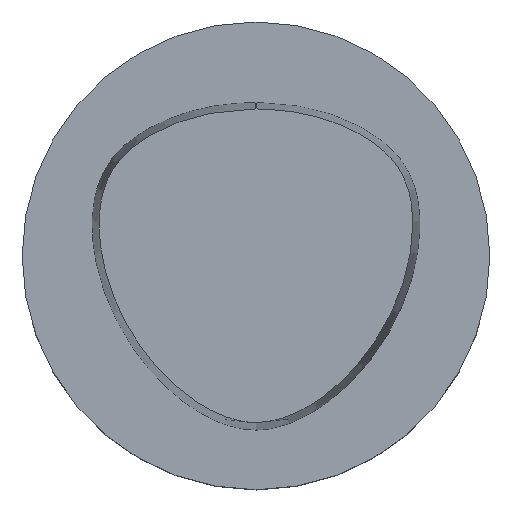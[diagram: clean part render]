
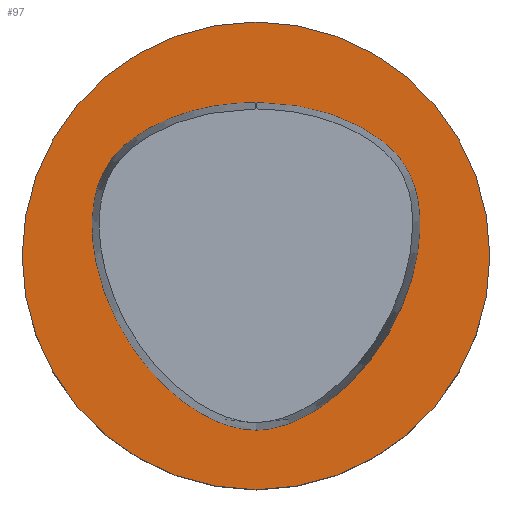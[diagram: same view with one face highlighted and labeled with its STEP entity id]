
A CAD part, top view. The second image highlights one B-rep face of the part: STEP entity #97.
In plain terms, the highlighted planar face has unit normal (0, 0, 1).
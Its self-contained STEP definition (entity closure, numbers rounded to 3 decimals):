
#85=EDGE_CURVE('Unnamed[1]',#211,#212,#213,.T.);
#97=ADVANCED_FACE('Unnamed[1]',(#231,#232),#233,.T.);
#99=EDGE_CURVE('Unnamed[1]',#235,#211,#236,.T.);
#150=EDGE_CURVE('Unnamed[1]',#212,#235,#308,.T.);
#152=EDGE_CURVE('Unnamed[1]',#310,#310,#311,.T.);
#211=VERTEX_POINT('',#389);
#212=VERTEX_POINT('',#390);
#213=B_SPLINE_CURVE_WITH_KNOTS('',3,(#391,#392,#393,#394,#395,#396,#397,#398,#399,#400,#401,#402,#403,#404,#405,#406,#407),.UNSPECIFIED.,.F.,.F.,(4,1,1,1,1,1,1,1,1,1,1,1,1,1,4),(-13.23,-12.817,-12.403,-11.99,-11.576,-11.163,-10.956,-10.75,-10.336,-9.923,-9.096,-8.269,-7.442,-7.029,-6.615),.UNSPECIFIED.);
#231=FACE_BOUND('',#429,.T.);
#232=FACE_OUTER_BOUND('',#430,.T.);
#233=PLANE('',#431);
#235=VERTEX_POINT('',#434);
#236=CIRCLE('',#435,0.95);
#308=B_SPLINE_CURVE_WITH_KNOTS('',3,(#541,#542,#543,#544,#545,#546,#547,#548,#549,#550,#551,#552,#553,#554,#555,#556,#557,#558),.UNSPECIFIED.,.F.,.F.,(4,1,1,1,1,1,1,1,1,2,1,1,1,1,4),(-6.615,-6.202,-5.788,-5.375,-4.961,-4.134,-3.308,-2.894,-2.481,-2.067,-1.654,-1.24,-0.827,-0.413,0.0),.UNSPECIFIED.);
#310=VERTEX_POINT('',#561);
#311=CIRCLE('',#562,31.5);
#389=CARTESIAN_POINT('',(0.045,20.677,0.));
#390=CARTESIAN_POINT('',(0.044,-23.469,0.));
#391=CARTESIAN_POINT('',(0.045,20.677,0.));
#392=CARTESIAN_POINT('',(1.424,20.61,0.));
#393=CARTESIAN_POINT('',(4.223,20.484,0.));
#394=CARTESIAN_POINT('',(8.472,19.689,0.));
#395=CARTESIAN_POINT('',(12.514,18.243,0.0));
#396=CARTESIAN_POINT('',(16.304,16.173,0.));
#397=CARTESIAN_POINT('',(19.145,13.704,0.));
#398=CARTESIAN_POINT('',(20.732,11.101,0.0));
#399=CARTESIAN_POINT('',(21.783,8.281,0.));
#400=CARTESIAN_POINT('',(22.226,4.609,0.0));
#401=CARTESIAN_POINT('',(21.744,-1.113,0.0));
#402=CARTESIAN_POINT('',(19.552,-7.954,0.0));
#403=CARTESIAN_POINT('',(14.957,-15.209,0.0));
#404=CARTESIAN_POINT('',(9.668,-20.083,0.));
#405=CARTESIAN_POINT('',(4.516,-22.795,0.));
#406=CARTESIAN_POINT('',(1.559,-23.461,0.));
#407=CARTESIAN_POINT('',(0.044,-23.469,0.));
#429=EDGE_LOOP('',(#775,#776,#777));
#430=EDGE_LOOP('',(#778));
#431=AXIS2_PLACEMENT_3D('',#779,#780,#781);
#434=CARTESIAN_POINT('',(-0.045,20.677,0.));
#435=AXIS2_PLACEMENT_3D('',#782,#783,#784);
#541=CARTESIAN_POINT('',(0.044,-23.469,0.));
#542=CARTESIAN_POINT('',(-1.471,-23.477,0.));
#543=CARTESIAN_POINT('',(-4.439,-22.821,0.));
#544=CARTESIAN_POINT('',(-8.35,-20.8,0.));
#545=CARTESIAN_POINT('',(-11.745,-18.156,0.));
#546=CARTESIAN_POINT('',(-15.699,-14.041,0.));
#547=CARTESIAN_POINT('',(-19.535,-8.006,0.));
#548=CARTESIAN_POINT('',(-21.721,-1.161,0.0));
#549=CARTESIAN_POINT('',(-22.249,4.55,0.0));
#550=CARTESIAN_POINT('',(-21.665,9.002,0.0));
#551=CARTESIAN_POINT('',(-20.395,11.778,0.0));
#552=CARTESIAN_POINT('',(-18.593,14.198,0.0));
#553=CARTESIAN_POINT('',(-16.323,16.178,0.0));
#554=CARTESIAN_POINT('',(-12.508,18.252,0.));
#555=CARTESIAN_POINT('',(-8.468,19.679,0.));
#556=CARTESIAN_POINT('',(-4.23,20.488,0.));
#557=CARTESIAN_POINT('',(-1.423,20.613,0.));
#558=CARTESIAN_POINT('',(-0.045,20.677,0.));
#561=CARTESIAN_POINT('',(0.,31.5,0.));
#562=AXIS2_PLACEMENT_3D('',#858,#859,#860);
#775=ORIENTED_EDGE('',*,*,#85,.T.);
#776=ORIENTED_EDGE('',*,*,#150,.T.);
#777=ORIENTED_EDGE('',*,*,#99,.T.);
#778=ORIENTED_EDGE('',*,*,#152,.F.);
#779=CARTESIAN_POINT('',(0.,15.75,0.));
#780=DIRECTION('',(0.,0.,1.0));
#781=DIRECTION('',(0.,-1.0,0.));
#782=CARTESIAN_POINT('',(-0.001,19.728,0.));
#783=DIRECTION('',(0.,0.,-1.0));
#784=DIRECTION('',(-0.046,0.999,0.));
#858=CARTESIAN_POINT('',(0.0,0.0,0.0));
#859=DIRECTION('',(0.,0.,-1.0));
#860=DIRECTION('',(0.,1.0,0.));
